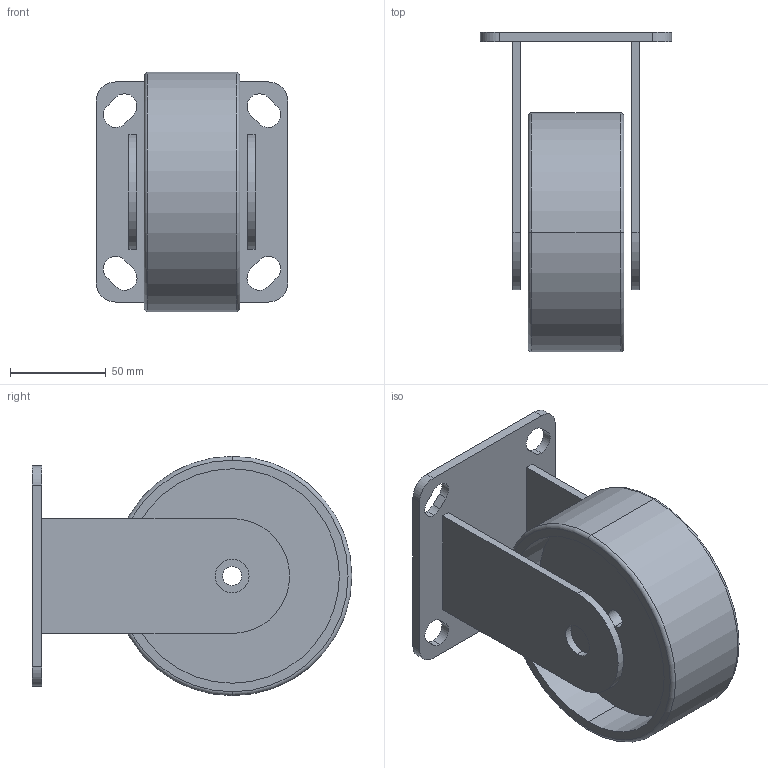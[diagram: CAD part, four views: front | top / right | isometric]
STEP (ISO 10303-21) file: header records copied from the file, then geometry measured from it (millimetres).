
FILE_DESCRIPTION (( 'STEP AP214' ), '1' );
FILE_NAME ('5 inch Casther wheel.STEP', '2025-10-03T08:45:52', ( '' ), ( '' ), 'SwSTEP 2.0', 'SolidWorks 2020', '' );
FILE_SCHEMA (( 'AUTOMOTIVE_DESIGN' ));
Length unit declared in the file: millimetre
Products named in the file (1): 5 inch Casther wheel
Bounding box: 100 x 167 x 125 mm (x, y, z)
Volume: 327903.9 mm3; surface area: 112833.1 mm2
Topology: 2 solids, 2 shells, 60 faces, 152 edges, 100 vertices
Faces by surface type: cylinder 30, plane 26, torus 4
Entity records: 1903 total; most frequent: DIRECTION 342, CARTESIAN_POINT 313, ORIENTED_EDGE 304, EDGE_CURVE 152, AXIS2_PLACEMENT_3D 129, VERTEX_POINT 100, VECTOR 84, LINE 84
